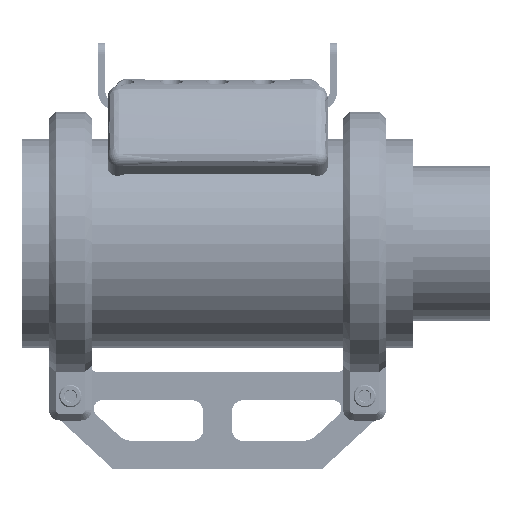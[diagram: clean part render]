
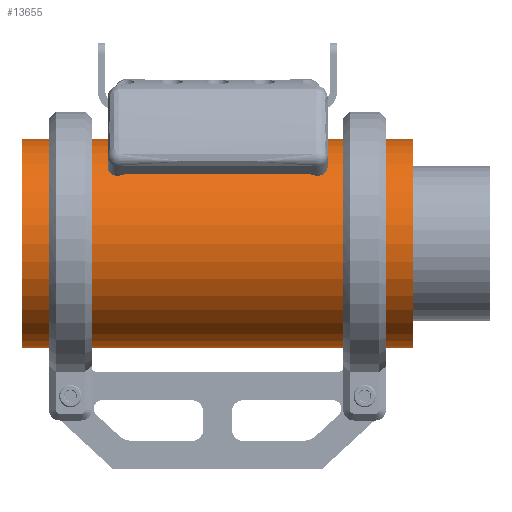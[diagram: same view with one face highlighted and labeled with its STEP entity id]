
A CAD part, front view. The second image highlights one B-rep face of the part: STEP entity #13655.
In plain terms, the highlighted cylindrical face has radius 46.32 mm (diameter 92.64 mm), a full revolution.
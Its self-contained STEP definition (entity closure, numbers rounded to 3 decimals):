
#1356=LINE('',#19884,#2200);
#2200=VECTOR('',#16140,46.32);
#3044=CYLINDRICAL_SURFACE('',#14676,46.32);
#3406=FACE_OUTER_BOUND('',#4217,.T.);
#4217=EDGE_LOOP('',(#9258,#9259,#9260,#9261));
#5182=CIRCLE('',#14675,46.32);
#5183=CIRCLE('',#14677,46.32);
#5791=VERTEX_POINT('',#19879);
#5792=VERTEX_POINT('',#19882);
#7154=EDGE_CURVE('',#5791,#5791,#5182,.T.);
#7155=EDGE_CURVE('',#5792,#5792,#5183,.T.);
#7156=EDGE_CURVE('',#5792,#5791,#1356,.T.);
#9258=ORIENTED_EDGE('',*,*,#7155,.F.);
#9259=ORIENTED_EDGE('',*,*,#7156,.T.);
#9260=ORIENTED_EDGE('',*,*,#7154,.T.);
#9261=ORIENTED_EDGE('',*,*,#7156,.F.);
#13655=ADVANCED_FACE('',(#3406),#3044,.T.);
#14675=AXIS2_PLACEMENT_3D('',#19880,#16134,#16135);
#14676=AXIS2_PLACEMENT_3D('',#19881,#16136,#16137);
#14677=AXIS2_PLACEMENT_3D('',#19883,#16138,#16139);
#16134=DIRECTION('center_axis',(0.,0.,1.));
#16135=DIRECTION('ref_axis',(1.,0.,0.));
#16136=DIRECTION('center_axis',(0.,0.,1.));
#16137=DIRECTION('ref_axis',(1.,0.,0.));
#16138=DIRECTION('center_axis',(0.,0.,1.));
#16139=DIRECTION('ref_axis',(1.,0.,0.));
#16140=DIRECTION('',(0.,0.,-1.));
#19879=CARTESIAN_POINT('',(-46.32,0.,-87.429));
#19880=CARTESIAN_POINT('Origin',(0.,0.,-87.429));
#19881=CARTESIAN_POINT('Origin',(0.,0.,-0.429));
#19882=CARTESIAN_POINT('',(-46.32,0.,86.571));
#19883=CARTESIAN_POINT('Origin',(0.,0.,86.571));
#19884=CARTESIAN_POINT('',(-46.32,0.,-0.429));
